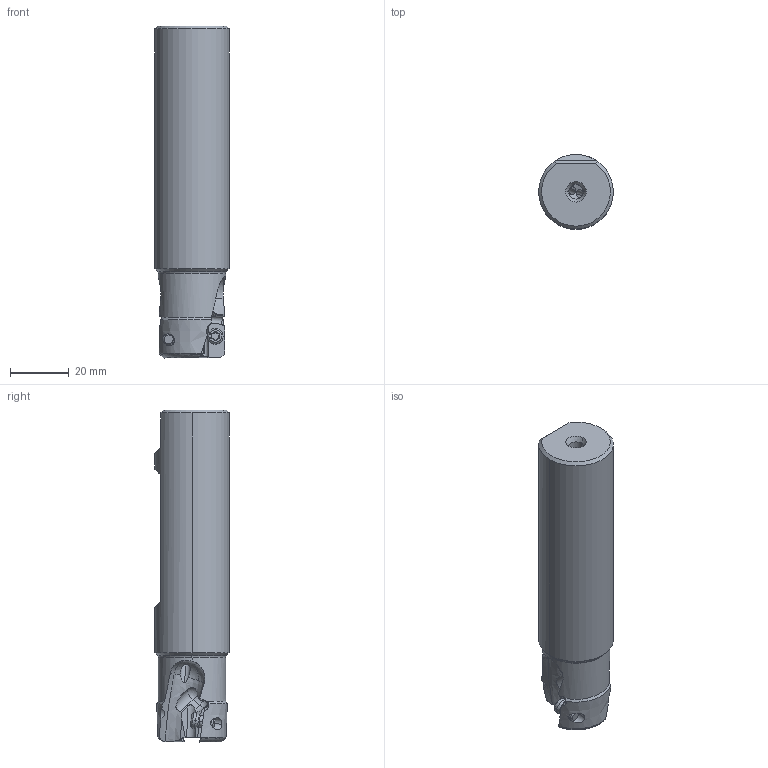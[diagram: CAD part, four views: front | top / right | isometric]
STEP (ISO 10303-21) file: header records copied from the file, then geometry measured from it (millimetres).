
FILE_DESCRIPTION(/* description */ (''),/* implementation_level */ '2;1');
FILE_NAME(/* name */ 'APX4000UR162FA16SB.stp',/* time_stamp */ '2021-09-08T11:43:20+09:00',/* author */ (''),/* organization */ (''),/* preprocessor_version */ 'ST-DEVELOPER v16',/* originating_system */ 'SIEMENS PLM Software NX 10.0',/* authorisation */ '');
FILE_SCHEMA (('AUTOMOTIVE_DESIGN { 1 0 10303 214 3 1 1 1 }'));
Length unit declared in the file: millimetre
Products named in the file (1): APX4000UR162FA16SB_ASM
Bounding box: 25.4 x 25.4 x 112.98 mm (x, y, z)
Volume: 47507 mm3; surface area: 11696.8 mm2
Topology: 3 solids, 3 shells, 179 faces, 536 edges, 375 vertices
Faces by surface type: cylinder 76, plane 42, cone 29, torus 16, sphere 12, bspline 4
Entity records: 9339 total; most frequent: CARTESIAN_POINT 4390, ORIENTED_EDGE 1052, DIRECTION 981, EDGE_CURVE 526, AXIS2_PLACEMENT_3D 427, VERTEX_POINT 355, CIRCLE 202, EDGE_LOOP 189
